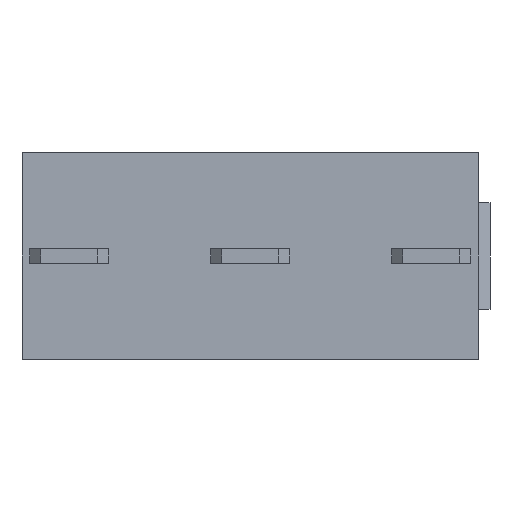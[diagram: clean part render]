
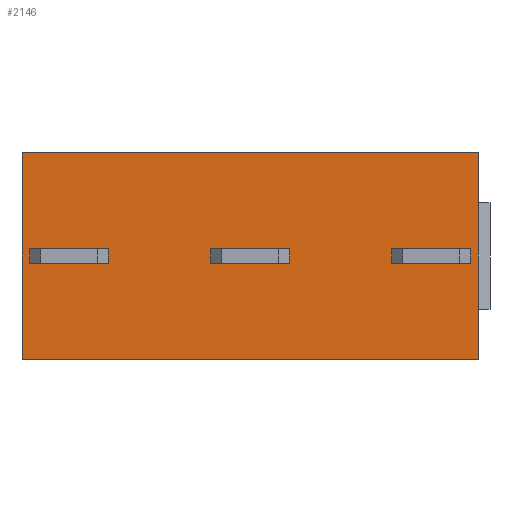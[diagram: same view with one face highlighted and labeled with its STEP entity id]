
A CAD part, front view. The second image highlights one B-rep face of the part: STEP entity #2146.
In plain terms, the highlighted planar face has unit normal (0, -1, 0).
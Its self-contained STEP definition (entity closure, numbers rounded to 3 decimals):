
#12 = VERTEX_POINT ( 'NONE', #327 ) ;
#28 = EDGE_CURVE ( 'NONE', #1520, #164, #373, .T. ) ;
#47 = EDGE_CURVE ( 'NONE', #399, #280, #428, .T. ) ;
#53 = EDGE_CURVE ( 'NONE', #280, #2221, #451, .T. ) ;
#78 = ORIENTED_EDGE ( 'NONE', *, *, #340, .F. ) ;
#105 = EDGE_CURVE ( 'NONE', #2110, #194, #675, .T. ) ;
#112 = EDGE_CURVE ( 'NONE', #1520, #2253, #720, .T. ) ;
#115 = EDGE_CURVE ( 'NONE', #2347, #554, #745, .T. ) ;
#126 = ORIENTED_EDGE ( 'NONE', *, *, #53, .F. ) ;
#150 = VERTEX_POINT ( 'NONE', #901 ) ;
#151 = ORIENTED_EDGE ( 'NONE', *, *, #2246, .T. ) ;
#164 = VERTEX_POINT ( 'NONE', #948 ) ;
#186 = ORIENTED_EDGE ( 'NONE', *, *, #248, .F. ) ;
#194 = VERTEX_POINT ( 'NONE', #1095 ) ;
#198 = EDGE_LOOP ( 'NONE', ( #232, #2297, #151, #2209 ) ) ;
#211 = ORIENTED_EDGE ( 'NONE', *, *, #47, .F. ) ;
#213 = EDGE_CURVE ( 'NONE', #399, #2362, #1280, .T. ) ;
#232 = ORIENTED_EDGE ( 'NONE', *, *, #105, .F. ) ;
#234 = EDGE_LOOP ( 'NONE', ( #126, #211, #1413, #2273 ) ) ;
#248 = EDGE_CURVE ( 'NONE', #150, #554, #1452, .T. ) ;
#278 = VERTEX_POINT ( 'NONE', #1546 ) ;
#280 = VERTEX_POINT ( 'NONE', #1548 ) ;
#327 = CARTESIAN_POINT ( 'NONE',  ( -7.63, -1.5, 0.2 ) ) ;
#340 = EDGE_CURVE ( 'NONE', #2263, #150, #1579, .T. ) ;
#373 = LINE ( 'NONE', #374, #375 ) ;
#374 = CARTESIAN_POINT ( 'NONE',  ( -9.65, -1.5, 2.9 ) ) ;
#375 = VECTOR ( 'NONE', #376, 1000. ) ;
#376 = DIRECTION ( 'NONE',  ( 1., 0., 0. ) ) ;
#377 = FACE_BOUND ( 'NONE', #234, .T. ) ;
#378 = FACE_BOUND ( 'NONE', #2238, .T. ) ;
#379 = FACE_BOUND ( 'NONE', #198, .T. ) ;
#380 = FACE_OUTER_BOUND ( 'NONE', #2287, .T. ) ;
#381 = PLANE ( 'NONE',  #383 ) ;
#383 = AXIS2_PLACEMENT_3D ( 'NONE', #384, #385, #386 ) ;
#384 = CARTESIAN_POINT ( 'NONE',  ( -9.65, -1.5, 2.9 ) ) ;
#385 = DIRECTION ( 'NONE',  ( 0., 1., 0. ) ) ;
#386 = DIRECTION ( 'NONE',  ( -1., 0., 0. ) ) ;
#399 = VERTEX_POINT ( 'NONE', #1598 ) ;
#428 = LINE ( 'NONE', #429, #430 ) ;
#429 = CARTESIAN_POINT ( 'NONE',  ( 1.13, -1.5, 0.2 ) ) ;
#430 = VECTOR ( 'NONE', #431, 1000. ) ;
#431 = DIRECTION ( 'NONE',  ( -1., 0., 0. ) ) ;
#451 = LINE ( 'NONE', #452, #453 ) ;
#452 = CARTESIAN_POINT ( 'NONE',  ( 1.13, -1.5, 0.2 ) ) ;
#453 = VECTOR ( 'NONE', #454, 1000. ) ;
#454 = DIRECTION ( 'NONE',  ( 0., 0., -1. ) ) ;
#456 = LINE ( 'NONE', #457, #458 ) ;
#457 = CARTESIAN_POINT ( 'NONE',  ( -9.03, -1.5, -0.2 ) ) ;
#458 = VECTOR ( 'NONE', #459, 1000. ) ;
#459 = DIRECTION ( 'NONE',  ( -1., 0., 0. ) ) ;
#554 = VERTEX_POINT ( 'NONE', #1664 ) ;
#662 = LINE ( 'NONE', #663, #664 ) ;
#663 = CARTESIAN_POINT ( 'NONE',  ( -2.55, -1.5, 0.2 ) ) ;
#664 = VECTOR ( 'NONE', #665, 1000. ) ;
#665 = DIRECTION ( 'NONE',  ( 0., 0., -1. ) ) ;
#675 = LINE ( 'NONE', #676, #677 ) ;
#676 = CARTESIAN_POINT ( 'NONE',  ( -9.03, -1.5, 0.2 ) ) ;
#677 = VECTOR ( 'NONE', #678, 1000. ) ;
#678 = DIRECTION ( 'NONE',  ( 0., 0., -1. ) ) ;
#702 = CARTESIAN_POINT ( 'NONE',  ( -2.55, -1.5, -0.2 ) ) ;
#720 = LINE ( 'NONE', #721, #722 ) ;
#721 = CARTESIAN_POINT ( 'NONE',  ( -9.65, -1.5, 2.9 ) ) ;
#722 = VECTOR ( 'NONE', #726, 1000. ) ;
#726 = DIRECTION ( 'NONE',  ( 0., 0., -1. ) ) ;
#745 = LINE ( 'NONE', #746, #747 ) ;
#746 = CARTESIAN_POINT ( 'NONE',  ( -3.95, -1.5, -0.2 ) ) ;
#747 = VECTOR ( 'NONE', #748, 1000. ) ;
#748 = DIRECTION ( 'NONE',  ( -1., 0., 0. ) ) ;
#816 = CARTESIAN_POINT ( 'NONE',  ( 2.53, -1.5, -0.2 ) ) ;
#830 = EDGE_CURVE ( 'NONE', #2263, #2347, #662, .T. ) ;
#901 = CARTESIAN_POINT ( 'NONE',  ( -3.95, -1.5, 0.2 ) ) ;
#917 = ORIENTED_EDGE ( 'NONE', *, *, #830, .T. ) ;
#948 = CARTESIAN_POINT ( 'NONE',  ( 3.15, -1.5, 2.9 ) ) ;
#949 = LINE ( 'NONE', #951, #952 ) ;
#951 = CARTESIAN_POINT ( 'NONE',  ( -9.65, -1.5, -2.9 ) ) ;
#952 = VECTOR ( 'NONE', #953, 1000. ) ;
#953 = DIRECTION ( 'NONE',  ( 1., 0., 0. ) ) ;
#994 = CARTESIAN_POINT ( 'NONE',  ( -9.65, -1.5, 2.9 ) ) ;
#1072 = CARTESIAN_POINT ( 'NONE',  ( 1.13, -1.5, -0.2 ) ) ;
#1095 = CARTESIAN_POINT ( 'NONE',  ( -9.03, -1.5, -0.2 ) ) ;
#1280 = LINE ( 'NONE', #1281, #1282 ) ;
#1281 = CARTESIAN_POINT ( 'NONE',  ( 2.53, -1.5, 0.2 ) ) ;
#1282 = VECTOR ( 'NONE', #1283, 1000. ) ;
#1283 = DIRECTION ( 'NONE',  ( 0., 0., -1. ) ) ;
#1365 = LINE ( 'NONE', #1366, #1367 ) ;
#1366 = CARTESIAN_POINT ( 'NONE',  ( -7.63, -1.5, 0.2 ) ) ;
#1367 = VECTOR ( 'NONE', #1368, 1000. ) ;
#1368 = DIRECTION ( 'NONE',  ( 0., 0., -1. ) ) ;
#1402 = CARTESIAN_POINT ( 'NONE',  ( -7.63, -1.5, -0.2 ) ) ;
#1413 = ORIENTED_EDGE ( 'NONE', *, *, #213, .T. ) ;
#1433 = CARTESIAN_POINT ( 'NONE',  ( -9.65, -1.5, -2.9 ) ) ;
#1434 = CARTESIAN_POINT ( 'NONE',  ( -9.03, -1.5, 0.2 ) ) ;
#1447 = EDGE_CURVE ( 'NONE', #2253, #278, #949, .T. ) ;
#1452 = LINE ( 'NONE', #1453, #1454 ) ;
#1453 = CARTESIAN_POINT ( 'NONE',  ( -3.95, -1.5, 0.2 ) ) ;
#1454 = VECTOR ( 'NONE', #1455, 1000. ) ;
#1455 = DIRECTION ( 'NONE',  ( 0., 0., -1. ) ) ;
#1520 = VERTEX_POINT ( 'NONE', #994 ) ;
#1534 = CARTESIAN_POINT ( 'NONE',  ( -2.55, -1.5, 0.2 ) ) ;
#1535 = LINE ( 'NONE', #1536, #1538 ) ;
#1536 = CARTESIAN_POINT ( 'NONE',  ( 3.15, -1.5, 2.9 ) ) ;
#1538 = VECTOR ( 'NONE', #1539, 1000. ) ;
#1539 = DIRECTION ( 'NONE',  ( 0., 0., -1. ) ) ;
#1546 = CARTESIAN_POINT ( 'NONE',  ( 3.15, -1.5, -2.9 ) ) ;
#1548 = CARTESIAN_POINT ( 'NONE',  ( 1.13, -1.5, 0.2 ) ) ;
#1579 = LINE ( 'NONE', #1580, #1581 ) ;
#1580 = CARTESIAN_POINT ( 'NONE',  ( -3.95, -1.5, 0.2 ) ) ;
#1581 = VECTOR ( 'NONE', #1582, 1000. ) ;
#1582 = DIRECTION ( 'NONE',  ( -1., 0., 0. ) ) ;
#1598 = CARTESIAN_POINT ( 'NONE',  ( 2.53, -1.5, 0.2 ) ) ;
#1608 = LINE ( 'NONE', #1609, #1610 ) ;
#1609 = CARTESIAN_POINT ( 'NONE',  ( -9.03, -1.5, 0.2 ) ) ;
#1610 = VECTOR ( 'NONE', #1611, 1000. ) ;
#1611 = DIRECTION ( 'NONE',  ( -1., 0., 0. ) ) ;
#1664 = CARTESIAN_POINT ( 'NONE',  ( -3.95, -1.5, -0.2 ) ) ;
#1720 = LINE ( 'NONE', #1721, #1722 ) ;
#1721 = CARTESIAN_POINT ( 'NONE',  ( 1.13, -1.5, -0.2 ) ) ;
#1722 = VECTOR ( 'NONE', #1723, 1000. ) ;
#1723 = DIRECTION ( 'NONE',  ( -1., 0., 0. ) ) ;
#2110 = VERTEX_POINT ( 'NONE', #1434 ) ;
#2146 = ADVANCED_FACE ( 'NONE', ( #377, #378, #379, #380 ), #381, .F. ) ;
#2161 = ORIENTED_EDGE ( 'NONE', *, *, #1447, .T. ) ;
#2163 = EDGE_CURVE ( 'NONE', #2248, #194, #456, .T. ) ;
#2209 = ORIENTED_EDGE ( 'NONE', *, *, #2163, .T. ) ;
#2221 = VERTEX_POINT ( 'NONE', #1072 ) ;
#2238 = EDGE_LOOP ( 'NONE', ( #186, #78, #917, #2437 ) ) ;
#2240 = ORIENTED_EDGE ( 'NONE', *, *, #2265, .F. ) ;
#2246 = EDGE_CURVE ( 'NONE', #12, #2248, #1365, .T. ) ;
#2248 = VERTEX_POINT ( 'NONE', #1402 ) ;
#2253 = VERTEX_POINT ( 'NONE', #1433 ) ;
#2263 = VERTEX_POINT ( 'NONE', #1534 ) ;
#2264 = ORIENTED_EDGE ( 'NONE', *, *, #112, .T. ) ;
#2265 = EDGE_CURVE ( 'NONE', #164, #278, #1535, .T. ) ;
#2273 = ORIENTED_EDGE ( 'NONE', *, *, #2318, .T. ) ;
#2287 = EDGE_LOOP ( 'NONE', ( #2161, #2240, #2351, #2264 ) ) ;
#2293 = EDGE_CURVE ( 'NONE', #12, #2110, #1608, .T. ) ;
#2297 = ORIENTED_EDGE ( 'NONE', *, *, #2293, .F. ) ;
#2318 = EDGE_CURVE ( 'NONE', #2362, #2221, #1720, .T. ) ;
#2347 = VERTEX_POINT ( 'NONE', #702 ) ;
#2351 = ORIENTED_EDGE ( 'NONE', *, *, #28, .F. ) ;
#2362 = VERTEX_POINT ( 'NONE', #816 ) ;
#2437 = ORIENTED_EDGE ( 'NONE', *, *, #115, .T. ) ;
